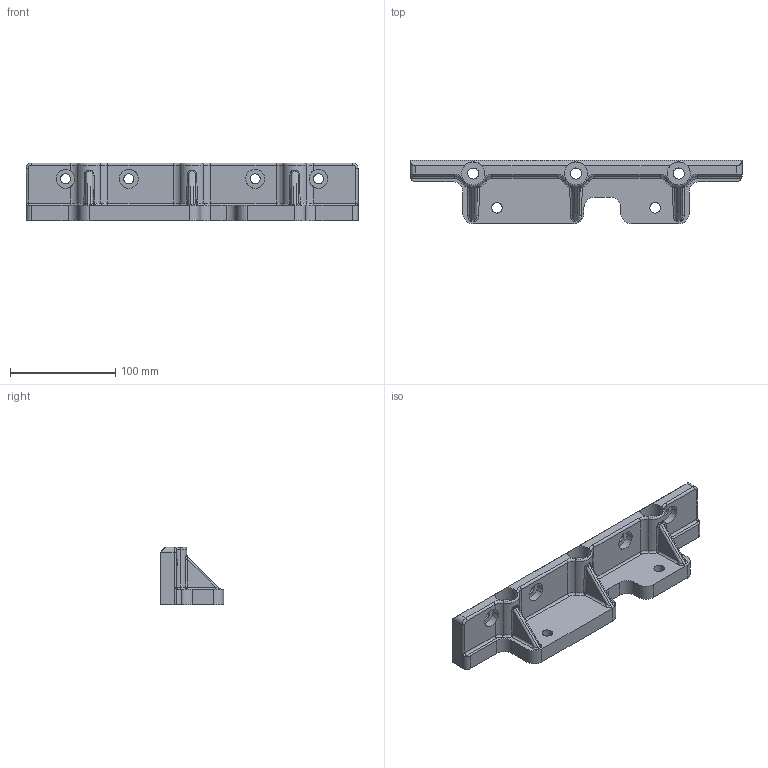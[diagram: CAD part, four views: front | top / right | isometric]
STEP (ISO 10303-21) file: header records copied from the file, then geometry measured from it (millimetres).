
FILE_DESCRIPTION(('CATIA V5 STEP'),'2;1');
FILE_NAME('AEGT210.stp','2018-07-13T01:39:30+00:00',('none'),('none'),'CATIA Version 5 Release 21 GA (IN-10)','CATIA V5 STEP AP214','none');
FILE_SCHEMA(('AUTOMOTIVE_DESIGN { 1 0 10303 214 1 1 1 1 }'));
Length unit declared in the file: millimetre
Products named in the file (1): AEGT210
Bounding box: 315 x 60 x 55 mm (x, y, z)
Volume: 390612.2 mm3; surface area: 76181.3 mm2
Topology: 1 solids, 1 shells, 174 faces, 449 edges, 269 vertices
Faces by surface type: cylinder 79, plane 39, torus 25, bspline 21, sphere 10
Entity records: 6957 total; most frequent: CARTESIAN_POINT 3094, ORIENTED_EDGE 878, DIRECTION 613, EDGE_CURVE 439, AXIS2_PLACEMENT_3D 325, VERTEX_POINT 269, EDGE_LOOP 194, CIRCLE 186
